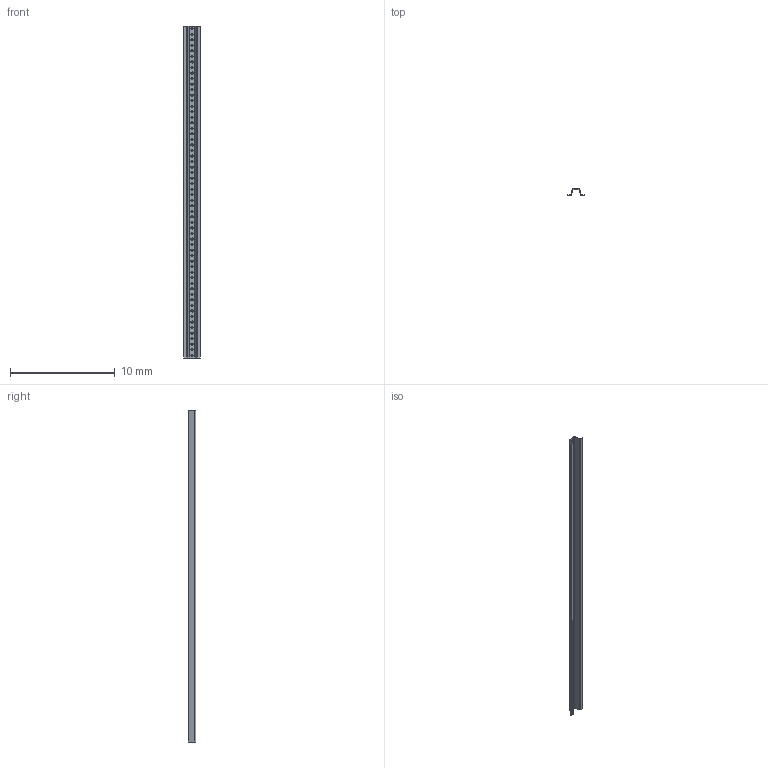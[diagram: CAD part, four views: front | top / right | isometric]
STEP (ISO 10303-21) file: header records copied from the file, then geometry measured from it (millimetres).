
FILE_DESCRIPTION(/* description */ (''),/* implementation_level */ '2;1');
FILE_NAME(/* name */ 'Scale Plastic Safety Fence Post',/* time_stamp */ '2024-08-28T15:41:50-04:00',/* author */ (''),/* organization */ (''),/* preprocessor_version */ 'ST-DEVELOPER v19.2',/* originating_system */ 'Rhino 8.10',/* authorisation */ '');
FILE_SCHEMA (('CONFIG_CONTROL_DESIGN'));
Length unit declared in the file: inch
Products named in the file (1): Document
Bounding box: 1.62 x 0.69 x 31.75 mm (x, y, z)
Volume: 4.5 mm3; surface area: 162.8 mm2
Topology: 1 solids, 1 shells, 150 faces, 444 edges, 296 vertices
Faces by surface type: cylinder 130, plane 20
Entity records: 5851 total; most frequent: CARTESIAN_POINT 1606, ORIENTED_EDGE 888, DIRECTION 690, EDGE_CURVE 444, AXIS2_PLACEMENT_3D 420, VERTEX_POINT 296, EDGE_LOOP 270, TRIMMED_CURVE 268
